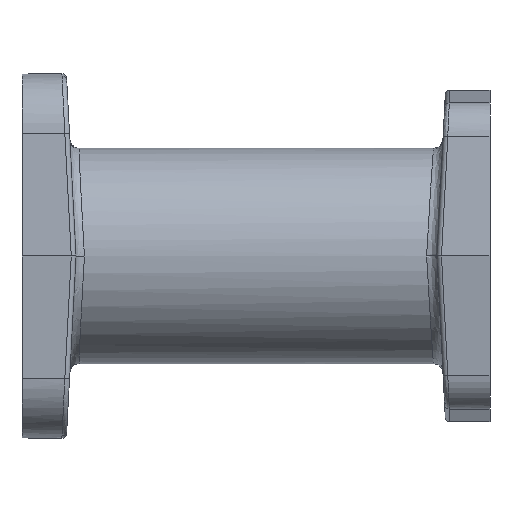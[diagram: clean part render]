
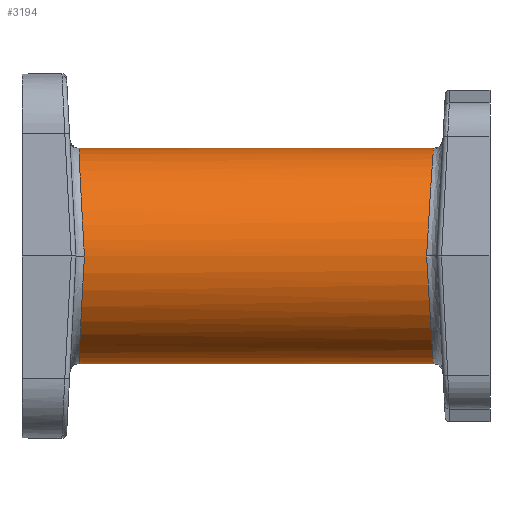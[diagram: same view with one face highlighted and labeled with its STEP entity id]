
A CAD part, front view. The second image highlights one B-rep face of the part: STEP entity #3194.
In plain terms, the highlighted cylindrical face has radius 36.513 mm (diameter 73.025 mm), a partial arc.
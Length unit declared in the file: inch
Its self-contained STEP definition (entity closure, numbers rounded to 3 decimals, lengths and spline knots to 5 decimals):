
#811=CARTESIAN_POINT('',(0.92731,-1.35905,
0.));
#812=CARTESIAN_POINT('',(0.92283,-1.35945,
-0.07863));
#813=CARTESIAN_POINT('',(0.91398,-1.34726,
-0.23572));
#814=CARTESIAN_POINT('',(0.90143,-1.29093,
-0.46392));
#815=CARTESIAN_POINT('',(0.88983,-1.19792,
-0.68049));
#816=CARTESIAN_POINT('',(0.87939,-1.06837,
-0.88182));
#817=CARTESIAN_POINT('',(0.87066,-0.90815,
-1.05712));
#818=CARTESIAN_POINT('',(0.86411,-0.73093,
-1.19672));
#819=CARTESIAN_POINT('',(0.85966,-0.54856,
-1.30006));
#820=CARTESIAN_POINT('',(0.85704,-0.36958,
-1.3707));
#821=CARTESIAN_POINT('',(0.85592,-0.2014,
-1.41346));
#822=CARTESIAN_POINT('',(0.85593,-0.04943,
-1.43422));
#823=CARTESIAN_POINT('',(0.85643,0.0379,
-1.4375));
#824=CARTESIAN_POINT('',(0.85675,0.07797,
-1.4375));
#850=DIRECTION('',(0.996,0.091,0.));
#851=VECTOR('',#850,4.7536);
#852=CARTESIAN_POINT('',(0.85675,0.07797,1.4375));
#853=LINE('',#852,#851);
#874=CARTESIAN_POINT('',(0.85675,0.07797,1.4375));
#875=CARTESIAN_POINT('',(0.85644,0.03837,1.4375));
#876=CARTESIAN_POINT('',(0.85594,-0.0481,
1.4343));
#877=CARTESIAN_POINT('',(0.85592,-0.19902,
1.41389));
#878=CARTESIAN_POINT('',(0.85701,-0.36647,
1.37167));
#879=CARTESIAN_POINT('',(0.85959,-0.54509,
1.3017));
#880=CARTESIAN_POINT('',(0.864,-0.72743,
1.19905));
#881=CARTESIAN_POINT('',(0.87052,-0.90501,
1.06005));
#882=CARTESIAN_POINT('',(0.87923,-1.06611,
0.88482));
#883=CARTESIAN_POINT('',(0.8897,-1.19669,
0.68293));
#884=CARTESIAN_POINT('',(0.90134,-1.29042,
0.46559));
#885=CARTESIAN_POINT('',(0.91393,-1.34716,
0.2366));
#886=CARTESIAN_POINT('',(0.92281,-1.35946,
0.07893));
#887=CARTESIAN_POINT('',(0.92731,-1.35905,
0.));
#903=CARTESIAN_POINT('',(0.85675,0.07797,1.4375));
#921=DIRECTION('',(0.996,0.091,0.));
#922=VECTOR('',#921,4.7536);
#923=CARTESIAN_POINT('',(0.85675,0.07797,
-1.4375));
#924=LINE('',#923,#922);
#946=CARTESIAN_POINT('',(0.85675,0.07797,
-1.4375));
#1031=CARTESIAN_POINT('',(5.59078,0.5088,
-1.4375));
#1032=CARTESIAN_POINT('',(5.59051,0.47367,
-1.4375));
#1033=CARTESIAN_POINT('',(5.58977,0.3979,
-1.43496));
#1034=CARTESIAN_POINT('',(5.58789,0.26868,
-1.41973));
#1035=CARTESIAN_POINT('',(5.585,0.12505,
-1.38877));
#1036=CARTESIAN_POINT('',(5.58085,-0.03065,
-1.33736));
#1037=CARTESIAN_POINT('',(5.5752,-0.19481,
-1.26065));
#1038=CARTESIAN_POINT('',(5.5678,-0.36253,
-1.1538));
#1039=CARTESIAN_POINT('',(5.55849,-0.52642,
-1.0129));
#1040=CARTESIAN_POINT('',(5.54749,-0.67404,
-0.83988));
#1041=CARTESIAN_POINT('',(5.53545,-0.79287,
-0.64486));
#1042=CARTESIAN_POINT('',(5.52302,-0.8781,
-0.43817));
#1043=CARTESIAN_POINT('',(5.51032,-0.93041,
-0.22222));
#1044=CARTESIAN_POINT('',(5.50179,-0.94274,
-0.07411));
#1045=CARTESIAN_POINT('',(5.49757,-0.94312,
0.));
#1437=CARTESIAN_POINT('',(5.49757,-0.94312,
0.));
#1438=CARTESIAN_POINT('',(5.5018,-0.94274,
0.07434));
#1439=CARTESIAN_POINT('',(5.51036,-0.93033,
0.22293));
#1440=CARTESIAN_POINT('',(5.5231,-0.87771,
0.43949));
#1441=CARTESIAN_POINT('',(5.53557,-0.79192,
0.64684));
#1442=CARTESIAN_POINT('',(5.54765,-0.67223,
0.84245));
#1443=CARTESIAN_POINT('',(5.55866,-0.52383,
1.01552));
#1444=CARTESIAN_POINT('',(5.56794,-0.35961,
1.15594));
#1445=CARTESIAN_POINT('',(5.57531,-0.19195,
1.2622));
#1446=CARTESIAN_POINT('',(5.58093,-0.02799,
1.3384));
#1447=CARTESIAN_POINT('',(5.58505,0.12732,1.38937));
#1448=CARTESIAN_POINT('',(5.58792,0.27037,1.41999));
#1449=CARTESIAN_POINT('',(5.58978,0.39885,1.43501));
#1450=CARTESIAN_POINT('',(5.59051,0.474,1.4375));
#1451=CARTESIAN_POINT('',(5.59078,0.5088,1.4375));
#1748=VERTEX_POINT('',#903);
#1752=VERTEX_POINT('',#887);
#1754=VERTEX_POINT('',#946);
#1755=VERTEX_POINT('',#1437);
#1756=VERTEX_POINT('',#1451);
#1762=VERTEX_POINT('',#1031);
#3176=CARTESIAN_POINT('',(-2.55868,-0.23286,0.));
#3177=DIRECTION('',(0.996,0.091,0.));
#3178=DIRECTION('',(0.,0.,1.));
#3179=AXIS2_PLACEMENT_3D('',#3176,#3177,#3178);
#3180=CYLINDRICAL_SURFACE('',#3179,1.4375);
#3182=ORIENTED_EDGE('',*,*,#3181,.F.);
#3184=ORIENTED_EDGE('',*,*,#3183,.T.);
#3186=ORIENTED_EDGE('',*,*,#3185,.F.);
#3188=ORIENTED_EDGE('',*,*,#3187,.F.);
#3190=ORIENTED_EDGE('',*,*,#3189,.F.);
#3191=ORIENTED_EDGE('',*,*,#3166,.F.);
#3192=EDGE_LOOP('',(#3182,#3184,#3186,#3188,#3190,#3191));
#3193=FACE_OUTER_BOUND('',#3192,.F.);
#3194=ADVANCED_FACE('',(#3193),#3180,.T.);
#825=B_SPLINE_CURVE_WITH_KNOTS('',3,(#811,#812,#813,#814,#815,#816,#817,#818,
#819,#820,#821,#822,#823,#824),.UNSPECIFIED.,.F.,.F.,(4,1,1,1,1,1,1,1,1,1,1,4),(
0.,0.09091,0.18182,0.27273,0.36364,
0.45455,0.54545,0.63636,0.72727,
0.81818,0.90909,1.),.UNSPECIFIED.);
#888=B_SPLINE_CURVE_WITH_KNOTS('',3,(#874,#875,#876,#877,#878,#879,#880,#881,
#882,#883,#884,#885,#886,#887),.UNSPECIFIED.,.F.,.F.,(4,1,1,1,1,1,1,1,1,1,1,4),(
0.,0.09091,0.18182,0.27273,0.36364,
0.45455,0.54545,0.63636,0.72727,
0.81818,0.90909,1.),.UNSPECIFIED.);
#1046=B_SPLINE_CURVE_WITH_KNOTS('',3,(#1031,#1032,#1033,#1034,#1035,#1036,#1037,
#1038,#1039,#1040,#1041,#1042,#1043,#1044,#1045),.UNSPECIFIED.,.F.,.F.,(4,1,1,1,
1,1,1,1,1,1,1,1,4),(0.,0.08333,0.16667,0.25,
0.33333,0.41667,0.5,0.58333,0.66667,
0.75,0.83333,0.91667,1.),.UNSPECIFIED.);
#1452=B_SPLINE_CURVE_WITH_KNOTS('',3,(#1437,#1438,#1439,#1440,#1441,#1442,#1443,
#1444,#1445,#1446,#1447,#1448,#1449,#1450,#1451),.UNSPECIFIED.,.F.,.F.,(4,1,1,1,
1,1,1,1,1,1,1,1,4),(0.,0.08333,0.16667,0.25,
0.33333,0.41667,0.5,0.58333,0.66667,
0.75,0.83333,0.91667,1.),.UNSPECIFIED.);
#3166=EDGE_CURVE('',#1752,#1754,#825,.T.);
#3181=EDGE_CURVE('',#1748,#1752,#888,.T.);
#3183=EDGE_CURVE('',#1748,#1756,#853,.T.);
#3185=EDGE_CURVE('',#1755,#1756,#1452,.T.);
#3187=EDGE_CURVE('',#1762,#1755,#1046,.T.);
#3189=EDGE_CURVE('',#1754,#1762,#924,.T.);
